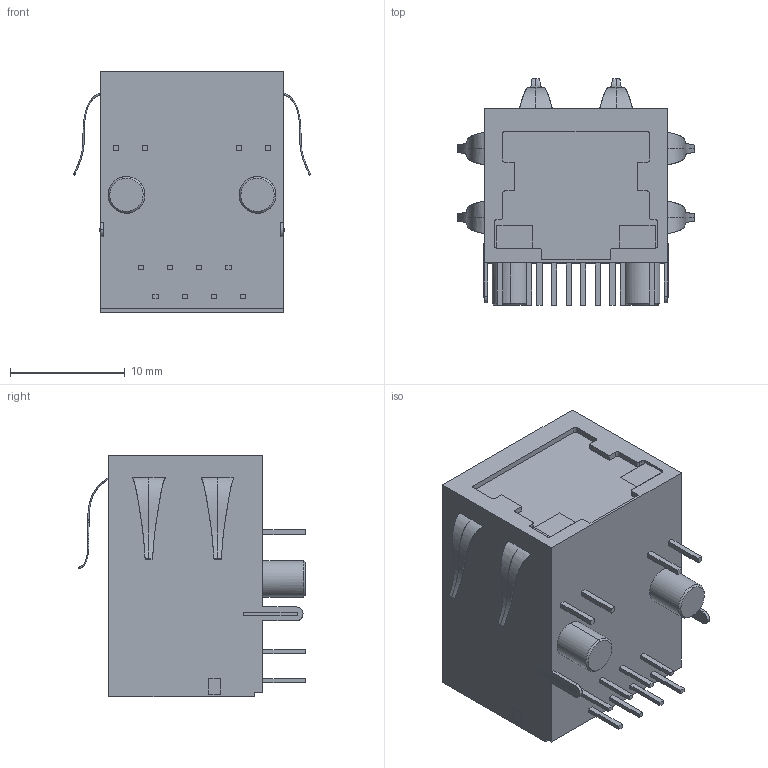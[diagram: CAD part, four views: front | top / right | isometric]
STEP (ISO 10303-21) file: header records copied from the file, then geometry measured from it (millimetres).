
FILE_DESCRIPTION (( 'STEP AP214' ), '1' );
FILE_NAME ('Abracon ARJC02-111008B.STEP', '2016-01-10T05:11:13', ( '' ), ( '' ), 'SwSTEP 2.0', 'SolidWorks 2015', '' );
FILE_SCHEMA (( 'AUTOMOTIVE_DESIGN' ));
Length unit declared in the file: millimetre
Products named in the file (2): Abracon ARJC02-111008B; ARJC02-111008B
Assembly tree (1 placements, depth 2):
  Abracon ARJC02-111008B
    ARJC02-111008B
Bounding box: 20.67 x 19.77 x 21.1 mm (x, y, z)
Surface area: 2043.5 mm2 (no closed solid volume)
Topology: 0 solids, 6 shells, 342 faces, 844 edges, 557 vertices
Faces by surface type: plane 219, bspline 90, cylinder 25, cone 8
Entity records: 18333 total; most frequent: CARTESIAN_POINT 10105, ORIENTED_EDGE 1678, DIRECTION 1088, EDGE_CURVE 844, VERTEX_POINT 557, VECTOR 532, LINE 532, EDGE_LOOP 390
